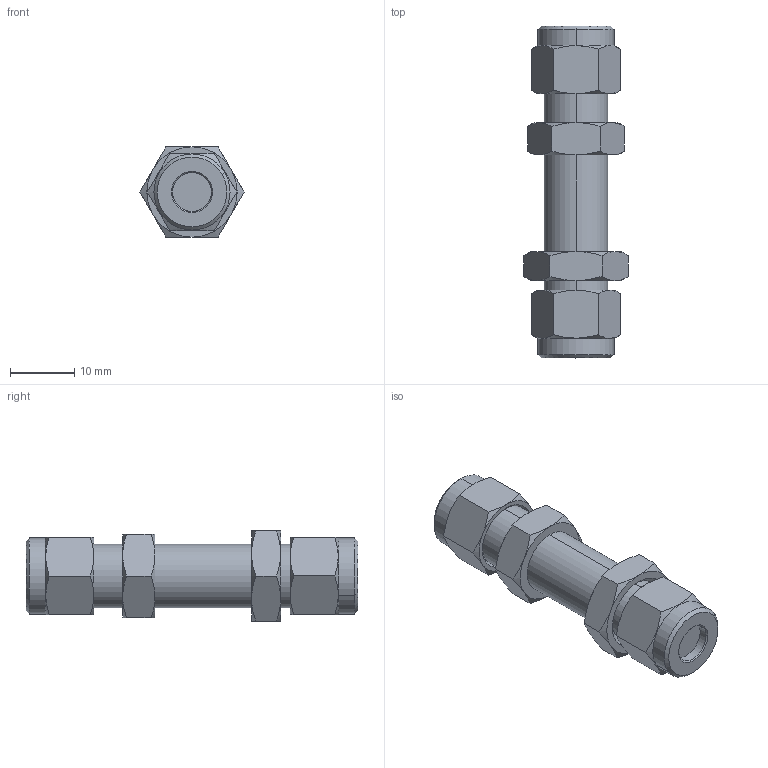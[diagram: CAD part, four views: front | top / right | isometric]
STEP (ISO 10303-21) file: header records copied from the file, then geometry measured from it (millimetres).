
FILE_DESCRIPTION (( 'STEP AP214' ), '1' );
FILE_NAME ('1046500002.step', '2013-02-25T17:15:31', ( '' ), ( '' ), 'SwSTEP 2.0', 'SolidWorks 2012', '' );
FILE_SCHEMA (( 'AUTOMOTIVE_DESIGN' ));
Length unit declared in the file: millimetre
Products named in the file (1): 1046500002
Bounding box: 16.17 x 51.5 x 14 mm (x, y, z)
Volume: 5492.4 mm3; surface area: 2866.4 mm2
Topology: 2 solids, 2 shells, 104 faces, 228 edges, 134 vertices
Faces by surface type: cone 56, plane 34, cylinder 14
Entity records: 4321 total; most frequent: CARTESIAN_POINT 971, ORIENTED_EDGE 456, DIRECTION 432, EDGE_CURVE 228, AXIS2_PLACEMENT_3D 187, VERTEX_POINT 134, EDGE_LOOP 112, UNCERTAINTY_MEASURE_WITH_UNIT 108
